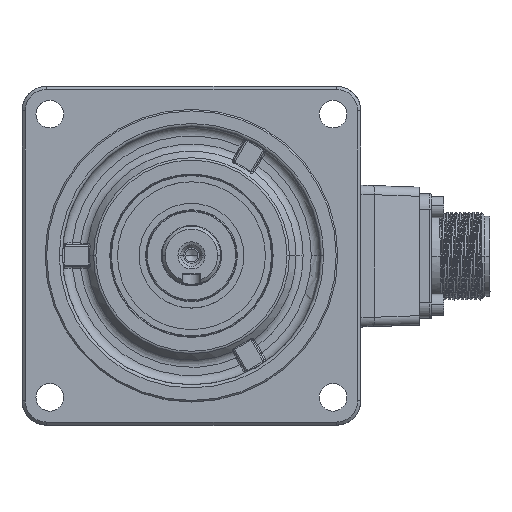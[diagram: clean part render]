
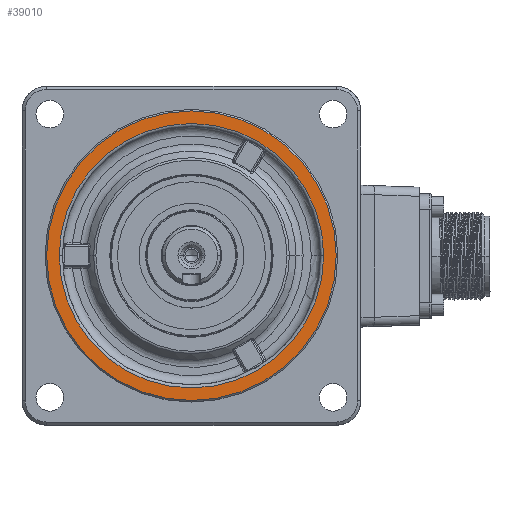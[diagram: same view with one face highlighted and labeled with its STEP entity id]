
A CAD part, top view. The second image highlights one B-rep face of the part: STEP entity #39010.
In plain terms, the highlighted planar face has unit normal (0, 0, 1).
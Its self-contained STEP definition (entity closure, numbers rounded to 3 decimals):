
#1324 = CARTESIAN_POINT ( 'NONE',  ( -120.248, -6.989, 46.118 ) ) ;
#1699 = CIRCLE ( 'NONE', #50407, 42.916 ) ;
#2036 = FACE_BOUND ( 'NONE', #44698, .T. ) ;
#6956 = CARTESIAN_POINT ( 'NONE',  ( -120.248, -6.989, 46.118 ) ) ;
#7250 = DIRECTION ( 'NONE',  ( 0., 0., -1. ) ) ;
#7521 = AXIS2_PLACEMENT_3D ( 'NONE', #16235, #15951, #46724 ) ;
#8955 = DIRECTION ( 'NONE',  ( 1., 0., 0. ) ) ;
#8987 = EDGE_CURVE ( 'NONE', #41014, #35993, #32347, .T. ) ;
#9205 = CARTESIAN_POINT ( 'NONE',  ( -77.331, -6.989, 46.118 ) ) ;
#10688 = FACE_OUTER_BOUND ( 'NONE', #11427, .T. ) ;
#10961 = EDGE_CURVE ( 'NONE', #56883, #55780, #47154, .T. ) ;
#11427 = EDGE_LOOP ( 'NONE', ( #30368, #15964 ) ) ;
#15951 = DIRECTION ( 'NONE',  ( 0., 0., 1. ) ) ;
#15964 = ORIENTED_EDGE ( 'NONE', *, *, #8987, .T. ) ;
#16235 = CARTESIAN_POINT ( 'NONE',  ( -120.248, -6.989, 46.118 ) ) ;
#17339 = CARTESIAN_POINT ( 'NONE',  ( -120.248, -6.989, 46.118 ) ) ;
#19164 = CIRCLE ( 'NONE', #51304, 47. ) ;
#19940 = DIRECTION ( 'NONE',  ( 1., 0., 0. ) ) ;
#22354 = ORIENTED_EDGE ( 'NONE', *, *, #10961, .T. ) ;
#26424 = CARTESIAN_POINT ( 'NONE',  ( -163.164, -6.989, 46.118 ) ) ;
#27973 = DIRECTION ( 'NONE',  ( 1., 0., 0. ) ) ;
#28552 = CARTESIAN_POINT ( 'NONE',  ( -120.248, -6.989, 46.118 ) ) ;
#30368 = ORIENTED_EDGE ( 'NONE', *, *, #43539, .T. ) ;
#32347 = CIRCLE ( 'NONE', #7521, 47. ) ;
#32841 = DIRECTION ( 'NONE',  ( 0., 0., 1. ) ) ;
#35993 = VERTEX_POINT ( 'NONE', #43945 ) ;
#36749 = EDGE_CURVE ( 'NONE', #55780, #56883, #1699, .T. ) ;
#39010 = ADVANCED_FACE ( '��������1', ( #10688, #2036 ), #45484, .T. ) ;
#39633 = DIRECTION ( 'NONE',  ( 1., 0., 0. ) ) ;
#41014 = VERTEX_POINT ( 'NONE', #53950 ) ;
#41529 = AXIS2_PLACEMENT_3D ( 'NONE', #6956, #7250, #19940 ) ;
#43539 = EDGE_CURVE ( 'NONE', #35993, #41014, #19164, .T. ) ;
#43945 = CARTESIAN_POINT ( 'NONE',  ( -167.248, -6.989, 46.118 ) ) ;
#44698 = EDGE_LOOP ( 'NONE', ( #47187, #22354 ) ) ;
#45484 = PLANE ( 'NONE',  #47648 ) ;
#46724 = DIRECTION ( 'NONE',  ( 1., 0., 0. ) ) ;
#47154 = CIRCLE ( 'NONE', #41529, 42.916 ) ;
#47187 = ORIENTED_EDGE ( 'NONE', *, *, #36749, .T. ) ;
#47648 = AXIS2_PLACEMENT_3D ( 'NONE', #28552, #32841, #27973 ) ;
#48928 = DIRECTION ( 'NONE',  ( 0., 0., 1. ) ) ;
#50407 = AXIS2_PLACEMENT_3D ( 'NONE', #1324, #53988, #39633 ) ;
#51304 = AXIS2_PLACEMENT_3D ( 'NONE', #17339, #48928, #8955 ) ;
#53950 = CARTESIAN_POINT ( 'NONE',  ( -73.248, -6.989, 46.118 ) ) ;
#53988 = DIRECTION ( 'NONE',  ( 0., 0., -1. ) ) ;
#55780 = VERTEX_POINT ( 'NONE', #9205 ) ;
#56883 = VERTEX_POINT ( 'NONE', #26424 ) ;
